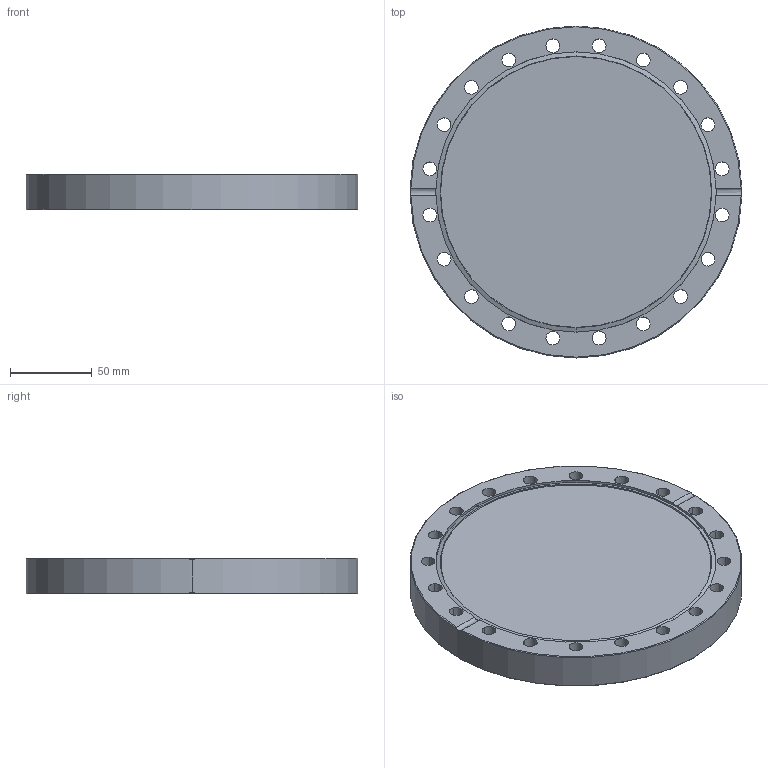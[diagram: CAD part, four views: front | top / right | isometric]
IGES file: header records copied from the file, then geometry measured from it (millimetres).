
Global section: file name: No Iges File Name specified; native system: AutoDesk Inventor R12.0; preprocessor: AutoDesk Inventor Iges Exporter R12.0; date: 20090313.090517; units: millimetre
Bounding box: 203 x 203 x 22 mm (x, y, z)
Volume: 632411.7 mm3; surface area: 90198.2 mm2
Topology: 1 solids, 1 shells, 68 faces, 190 edges, 124 vertices
Faces by surface type: bspline 42, revolution 10, plane 6, cone 4, torus 4, cylinder 2
